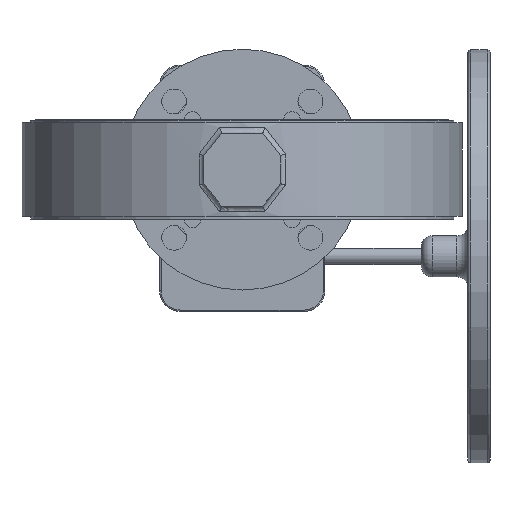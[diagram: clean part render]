
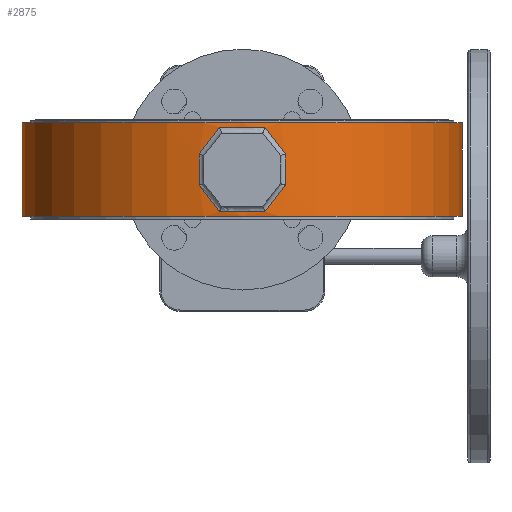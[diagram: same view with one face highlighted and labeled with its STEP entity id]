
A CAD part, front view. The second image highlights one B-rep face of the part: STEP entity #2875.
In plain terms, the highlighted cylindrical face has radius 160 mm (diameter 320 mm), a partial arc.
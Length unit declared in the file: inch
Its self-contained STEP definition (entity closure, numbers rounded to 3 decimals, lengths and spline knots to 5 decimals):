
#573 = CARTESIAN_POINT ( 'NONE',  ( 8.25329, 5.51156, 8.40442 ) ) ;
#1114 = CARTESIAN_POINT ( 'NONE',  ( 7.02418, -0.66657, 11.30627 ) ) ;
#1269 = EDGE_CURVE ( 'NONE', #16776, #17000, #4738, .T. ) ;
#1420 = B_SPLINE_CURVE_WITH_KNOTS ( 'NONE', 3,
 ( #6670, #10923, #3021, #9399 ),
 .UNSPECIFIED., .F., .F.,
 ( 4, 4 ),
 ( 0., 1. ),
 .UNSPECIFIED. ) ;
#1553 = CARTESIAN_POINT ( 'NONE',  ( 7.38869, -0.73174, 6.28113 ) ) ;
#1861 = VERTEX_POINT ( 'NONE', #13262 ) ;
#1950 = EDGE_CURVE ( 'NONE', #6172, #1861, #20190, .T. ) ;
#2025 = EDGE_CURVE ( 'NONE', #2707, #5478, #1420, .T. ) ;
#2540 = FACE_BOUND ( 'NONE', #5373, .T. ) ;
#2675 = EDGE_LOOP ( 'NONE', ( #15537, #15110, #8935, #12997 ) ) ;
#2707 = VERTEX_POINT ( 'NONE', #7393 ) ;
#2873 = VECTOR ( 'NONE', #13533, 39.37008 ) ;
#2875 = ADVANCED_FACE ( 'NONE', ( #4106, #2540 ), #15307, .T. ) ;
#3021 = CARTESIAN_POINT ( 'NONE',  ( 9.11789, -0.73174, 6.28113 ) ) ;
#3118 = AXIS2_PLACEMENT_3D ( 'NONE', #5981, #9028, #20578 ) ;
#3313 = CARTESIAN_POINT ( 'NONE',  ( 9.48241, -0.66657, 7.65192 ) ) ;
#3351 = ORIENTED_EDGE ( 'NONE', *, *, #6374, .T. ) ;
#3406 = CARTESIAN_POINT ( 'NONE',  ( 9.11789, -0.73174, 8.12613 ) ) ;
#3711 = DIRECTION ( 'NONE',  ( 0., 0., 1. ) ) ;
#4106 = FACE_OUTER_BOUND ( 'NONE', #2675, .T. ) ;
#4357 = ORIENTED_EDGE ( 'NONE', *, *, #1950, .T. ) ;
#4731 = VECTOR ( 'NONE', #15381, 39.37008 ) ;
#4738 = CIRCLE ( 'NONE', #13432, 6.29921 ) ;
#4847 = EDGE_CURVE ( 'NONE', #9364, #14000, #7968, .T. ) ;
#4885 = CARTESIAN_POINT ( 'NONE',  ( 8.90399, -0.75395, 8.40442 ) ) ;
#5373 = EDGE_LOOP ( 'NONE', ( #18123, #5758, #18641, #4357, #11582, #13025, #7484, #3351 ) ) ;
#5478 = VERTEX_POINT ( 'NONE', #20329 ) ;
#5514 = DIRECTION ( 'NONE',  ( 0., 0., -1. ) ) ;
#5630 = CARTESIAN_POINT ( 'NONE',  ( 1.95408, 5.51156, 11.30627 ) ) ;
#5686 = VERTEX_POINT ( 'NONE', #13861 ) ;
#5758 = ORIENTED_EDGE ( 'NONE', *, *, #15393, .T. ) ;
#5864 = EDGE_CURVE ( 'NONE', #5686, #6172, #9830, .T. ) ;
#5981 = CARTESIAN_POINT ( 'NONE',  ( 8.25329, 5.51156, 11.30627 ) ) ;
#6172 = VERTEX_POINT ( 'NONE', #14112 ) ;
#6374 = EDGE_CURVE ( 'NONE', #12273, #10770, #16209, .T. ) ;
#6670 = CARTESIAN_POINT ( 'NONE',  ( 9.48241, -0.66657, 6.75535 ) ) ;
#7217 = VECTOR ( 'NONE', #15684, 39.37008 ) ;
#7393 = CARTESIAN_POINT ( 'NONE',  ( 9.48241, -0.66657, 6.75535 ) ) ;
#7484 = ORIENTED_EDGE ( 'NONE', *, *, #20683, .T. ) ;
#7513 = LINE ( 'NONE', #20320, #8496 ) ;
#7666 = CARTESIAN_POINT ( 'NONE',  ( 1.95408, 5.51156, 5.86505 ) ) ;
#7791 = DIRECTION ( 'NONE',  ( 1., 0., 0. ) ) ;
#7935 = CARTESIAN_POINT ( 'NONE',  ( 7.19588, -0.70073, 6.53197 ) ) ;
#7968 = CIRCLE ( 'NONE', #10615, 6.29921 ) ;
#8099 = EDGE_CURVE ( 'NONE', #9364, #16776, #20127, .T. ) ;
#8229 = DIRECTION ( 'NONE',  ( 1., 0., 0. ) ) ;
#8496 = VECTOR ( 'NONE', #12277, 39.37008 ) ;
#8508 = DIRECTION ( 'NONE',  ( 0., 0., 1. ) ) ;
#8606 = DIRECTION ( 'NONE',  ( -1., 0., 0. ) ) ;
#8704 = CARTESIAN_POINT ( 'NONE',  ( 7.38869, -0.73174, 8.12613 ) ) ;
#8935 = ORIENTED_EDGE ( 'NONE', *, *, #9594, .T. ) ;
#9028 = DIRECTION ( 'NONE',  ( 0., 0., 1. ) ) ;
#9059 = CARTESIAN_POINT ( 'NONE',  ( 14.5525, 5.51156, 5.86505 ) ) ;
#9107 = CARTESIAN_POINT ( 'NONE',  ( 7.6026, -0.75395, 6.00284 ) ) ;
#9355 = DIRECTION ( 'NONE',  ( 0., 0., 1. ) ) ;
#9364 = VERTEX_POINT ( 'NONE', #7666 ) ;
#9399 = CARTESIAN_POINT ( 'NONE',  ( 8.90399, -0.75395, 6.00284 ) ) ;
#9594 = EDGE_CURVE ( 'NONE', #14000, #17000, #7513, .T. ) ;
#9830 = CIRCLE ( 'NONE', #12859, 6.29921 ) ;
#9997 = CARTESIAN_POINT ( 'NONE',  ( 7.6026, -0.75395, 6.00284 ) ) ;
#10345 = AXIS2_PLACEMENT_3D ( 'NONE', #18447, #5514, #10403 ) ;
#10403 = DIRECTION ( 'NONE',  ( 1., 0., 0. ) ) ;
#10547 = CARTESIAN_POINT ( 'NONE',  ( 7.02418, -0.66657, 7.65192 ) ) ;
#10615 = AXIS2_PLACEMENT_3D ( 'NONE', #16945, #9355, #7791 ) ;
#10770 = VERTEX_POINT ( 'NONE', #10894 ) ;
#10894 = CARTESIAN_POINT ( 'NONE',  ( 7.02418, -0.66657, 6.75535 ) ) ;
#10923 = CARTESIAN_POINT ( 'NONE',  ( 9.3107, -0.70073, 6.53197 ) ) ;
#11219 = CARTESIAN_POINT ( 'NONE',  ( 9.3107, -0.70073, 7.8753 ) ) ;
#11391 = B_SPLINE_CURVE_WITH_KNOTS ( 'NONE', 3,
 ( #10547, #13821, #8704, #16692 ),
 .UNSPECIFIED., .F., .F.,
 ( 4, 4 ),
 ( 0., 1. ),
 .UNSPECIFIED. ) ;
#11582 = ORIENTED_EDGE ( 'NONE', *, *, #14572, .T. ) ;
#11662 = CIRCLE ( 'NONE', #10345, 6.29921 ) ;
#12273 = VERTEX_POINT ( 'NONE', #9107 ) ;
#12277 = DIRECTION ( 'NONE',  ( 0., 0., 1. ) ) ;
#12859 = AXIS2_PLACEMENT_3D ( 'NONE', #573, #8508, #8606 ) ;
#12997 = ORIENTED_EDGE ( 'NONE', *, *, #1269, .F. ) ;
#13025 = ORIENTED_EDGE ( 'NONE', *, *, #2025, .T. ) ;
#13262 = CARTESIAN_POINT ( 'NONE',  ( 9.48241, -0.66657, 7.65192 ) ) ;
#13432 = AXIS2_PLACEMENT_3D ( 'NONE', #16215, #3711, #8229 ) ;
#13533 = DIRECTION ( 'NONE',  ( 0., 0., -1. ) ) ;
#13821 = CARTESIAN_POINT ( 'NONE',  ( 7.19588, -0.70073, 7.8753 ) ) ;
#13861 = CARTESIAN_POINT ( 'NONE',  ( 7.6026, -0.75395, 8.40442 ) ) ;
#14000 = VERTEX_POINT ( 'NONE', #9059 ) ;
#14088 = CARTESIAN_POINT ( 'NONE',  ( 14.5525, 5.51156, 8.54221 ) ) ;
#14112 = CARTESIAN_POINT ( 'NONE',  ( 8.90399, -0.75395, 8.40442 ) ) ;
#14279 = VERTEX_POINT ( 'NONE', #16821 ) ;
#14317 = CARTESIAN_POINT ( 'NONE',  ( 7.02418, -0.66657, 6.75535 ) ) ;
#14572 = EDGE_CURVE ( 'NONE', #1861, #2707, #15423, .T. ) ;
#15110 = ORIENTED_EDGE ( 'NONE', *, *, #4847, .T. ) ;
#15307 = CYLINDRICAL_SURFACE ( 'NONE', #3118, 6.29921 ) ;
#15381 = DIRECTION ( 'NONE',  ( 0., 0., 1. ) ) ;
#15393 = EDGE_CURVE ( 'NONE', #14279, #5686, #11391, .T. ) ;
#15423 = LINE ( 'NONE', #17023, #2873 ) ;
#15465 = LINE ( 'NONE', #1114, #7217 ) ;
#15537 = ORIENTED_EDGE ( 'NONE', *, *, #8099, .F. ) ;
#15684 = DIRECTION ( 'NONE',  ( 0., 0., 1. ) ) ;
#16209 = B_SPLINE_CURVE_WITH_KNOTS ( 'NONE', 3,
 ( #9997, #1553, #7935, #14317 ),
 .UNSPECIFIED., .F., .F.,
 ( 4, 4 ),
 ( 0., 1. ),
 .UNSPECIFIED. ) ;
#16215 = CARTESIAN_POINT ( 'NONE',  ( 8.25329, 5.51156, 8.54221 ) ) ;
#16692 = CARTESIAN_POINT ( 'NONE',  ( 7.6026, -0.75395, 8.40442 ) ) ;
#16776 = VERTEX_POINT ( 'NONE', #17773 ) ;
#16821 = CARTESIAN_POINT ( 'NONE',  ( 7.02418, -0.66657, 7.65192 ) ) ;
#16945 = CARTESIAN_POINT ( 'NONE',  ( 8.25329, 5.51156, 5.86505 ) ) ;
#17000 = VERTEX_POINT ( 'NONE', #14088 ) ;
#17023 = CARTESIAN_POINT ( 'NONE',  ( 9.48241, -0.66657, 11.30627 ) ) ;
#17607 = EDGE_CURVE ( 'NONE', #10770, #14279, #15465, .T. ) ;
#17773 = CARTESIAN_POINT ( 'NONE',  ( 1.95408, 5.51156, 8.54221 ) ) ;
#18123 = ORIENTED_EDGE ( 'NONE', *, *, #17607, .T. ) ;
#18447 = CARTESIAN_POINT ( 'NONE',  ( 8.25329, 5.51156, 6.00284 ) ) ;
#18641 = ORIENTED_EDGE ( 'NONE', *, *, #5864, .T. ) ;
#20127 = LINE ( 'NONE', #5630, #4731 ) ;
#20190 = B_SPLINE_CURVE_WITH_KNOTS ( 'NONE', 3,
 ( #4885, #3406, #11219, #3313 ),
 .UNSPECIFIED., .F., .F.,
 ( 4, 4 ),
 ( 0., 1. ),
 .UNSPECIFIED. ) ;
#20320 = CARTESIAN_POINT ( 'NONE',  ( 14.5525, 5.51156, 11.30627 ) ) ;
#20329 = CARTESIAN_POINT ( 'NONE',  ( 8.90399, -0.75395, 6.00284 ) ) ;
#20578 = DIRECTION ( 'NONE',  ( 1., 0., 0. ) ) ;
#20683 = EDGE_CURVE ( 'NONE', #5478, #12273, #11662, .T. ) ;
